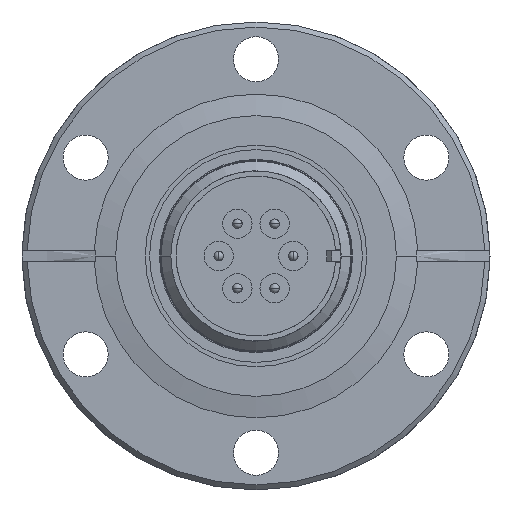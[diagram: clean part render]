
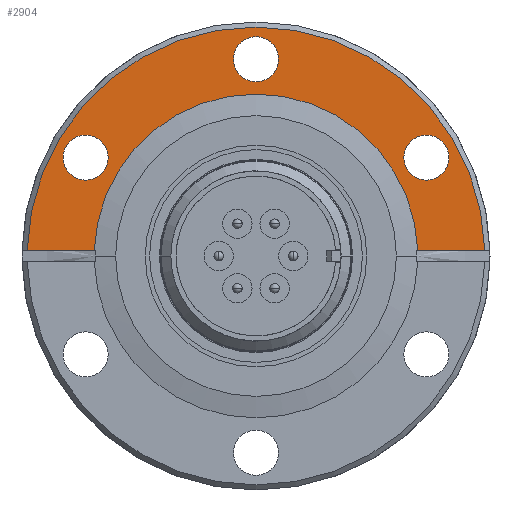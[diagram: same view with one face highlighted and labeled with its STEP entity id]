
A CAD part, front view. The second image highlights one B-rep face of the part: STEP entity #2904.
In plain terms, the highlighted planar face has unit normal (0, -1, 0).
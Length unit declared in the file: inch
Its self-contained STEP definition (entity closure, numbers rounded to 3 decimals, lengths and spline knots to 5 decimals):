
#1291 = AXIS2_PLACEMENT_3D ( 'NONE', #7768, #7769, #7770 ) ;
#1292 = AXIS2_PLACEMENT_3D ( 'NONE', #7771, #7772, #7773 ) ;
#1293 = AXIS2_PLACEMENT_3D ( 'NONE', #7774, #7775, #7776 ) ;
#1533 = EDGE_CURVE ( 'NONE', #12580, #12579, #4374, .T. ) ;
#1534 = EDGE_CURVE ( 'NONE', #12576, #12575, #4375, .T. ) ;
#1535 = EDGE_CURVE ( 'NONE', #12572, #12571, #4376, .T. ) ;
#1764 = AXIS2_PLACEMENT_3D ( 'NONE', #8186, #8188, #8190 ) ;
#1766 = AXIS2_PLACEMENT_3D ( 'NONE', #8204, #8206, #8207 ) ;
#1768 = AXIS2_PLACEMENT_3D ( 'NONE', #8225, #8227, #8229 ) ;
#2379 = FACE_BOUND ( 'NONE', #11135, .T. ) ;
#2386 = FACE_BOUND ( 'NONE', #11130, .T. ) ;
#2388 = FACE_OUTER_BOUND ( 'NONE', #11137, .T. ) ;
#2389 = FACE_BOUND ( 'NONE', #11110, .T. ) ;
#2904 = ADVANCED_FACE ( 'NONE', ( #2379, #2389, #2386, #2388 ), #4168, .T. ) ;
#4162 = DIRECTION ( 'NONE',  ( 0., -1., 0. ) ) ;
#4167 = CARTESIAN_POINT ( 'NONE',  ( 0.28353, 2.047, 0. ) ) ;
#4168 = PLANE ( 'NONE',  #9529 ) ;
#4169 = DIRECTION ( 'NONE',  ( 0., 0., -1. ) ) ;
#4374 = CIRCLE ( 'NONE', #1291, 0.1325 ) ;
#4375 = CIRCLE ( 'NONE', #1292, 0.1325 ) ;
#4376 = CIRCLE ( 'NONE', #1293, 0.1325 ) ;
#4846 = AXIS2_PLACEMENT_3D ( 'NONE', #9307, #9308, #9309 ) ;
#4850 = AXIS2_PLACEMENT_3D ( 'NONE', #9338, #9339, #9340 ) ;
#5197 = CARTESIAN_POINT ( 'NONE',  ( -2.40611, 2.047, 0.031 ) ) ;
#5198 = CARTESIAN_POINT ( 'NONE',  ( 0.28317, 2.047, 0.031 ) ) ;
#5201 = CARTESIAN_POINT ( 'NONE',  ( -0.11098, 2.047, 0.031 ) ) ;
#5203 = CARTESIAN_POINT ( 'NONE',  ( -2.01197, 2.047, 0.031 ) ) ;
#5613 = CARTESIAN_POINT ( 'NONE',  ( -2.0626, 2.047, 0.4455 ) ) ;
#5614 = CARTESIAN_POINT ( 'NONE',  ( -2.0626, 2.047, 0.7105 ) ) ;
#5617 = CARTESIAN_POINT ( 'NONE',  ( -1.06147, 2.047, 1.0235 ) ) ;
#5618 = CARTESIAN_POINT ( 'NONE',  ( -1.06147, 2.047, 1.2885 ) ) ;
#5621 = CARTESIAN_POINT ( 'NONE',  ( -0.06035, 2.047, 0.4455 ) ) ;
#5622 = CARTESIAN_POINT ( 'NONE',  ( -0.06035, 2.047, 0.7105 ) ) ;
#7034 = EDGE_CURVE ( 'NONE', #11551, #11548, #14875, .T. ) ;
#7036 = EDGE_CURVE ( 'NONE', #11548, #11547, #14877, .T. ) ;
#7040 = EDGE_CURVE ( 'NONE', #11547, #11553, #14883, .T. ) ;
#7048 = EDGE_CURVE ( 'NONE', #11553, #11551, #14893, .T. ) ;
#7768 = CARTESIAN_POINT ( 'NONE',  ( -0.06035, 2.047, 0.578 ) ) ;
#7769 = DIRECTION ( 'NONE',  ( 0., 1., 0. ) ) ;
#7770 = DIRECTION ( 'NONE',  ( 0., 0., -1. ) ) ;
#7771 = CARTESIAN_POINT ( 'NONE',  ( -1.06147, 2.047, 1.156 ) ) ;
#7772 = DIRECTION ( 'NONE',  ( 0., 1., 0. ) ) ;
#7773 = DIRECTION ( 'NONE',  ( 0., 0., -1. ) ) ;
#7774 = CARTESIAN_POINT ( 'NONE',  ( -2.0626, 2.047, 0.578 ) ) ;
#7775 = DIRECTION ( 'NONE',  ( 0., 1., 0. ) ) ;
#7776 = DIRECTION ( 'NONE',  ( 0., 0., -1. ) ) ;
#8186 = CARTESIAN_POINT ( 'NONE',  ( -0.06035, 2.047, 0.578 ) ) ;
#8188 = DIRECTION ( 'NONE',  ( 0., 1., 0. ) ) ;
#8190 = DIRECTION ( 'NONE',  ( 0., 0., -1. ) ) ;
#8204 = CARTESIAN_POINT ( 'NONE',  ( -1.06147, 2.047, 1.156 ) ) ;
#8206 = DIRECTION ( 'NONE',  ( 0., 1., 0. ) ) ;
#8207 = DIRECTION ( 'NONE',  ( 0., 0., -1. ) ) ;
#8225 = CARTESIAN_POINT ( 'NONE',  ( -2.0626, 2.047, 0.578 ) ) ;
#8227 = DIRECTION ( 'NONE',  ( 0., 1., 0. ) ) ;
#8229 = DIRECTION ( 'NONE',  ( 0., 0., -1. ) ) ;
#9302 = CARTESIAN_POINT ( 'NONE',  ( 0.28353, 2.047, 0.031 ) ) ;
#9303 = DIRECTION ( 'NONE',  ( 1., 0., 0. ) ) ;
#9307 = CARTESIAN_POINT ( 'NONE',  ( -1.06147, 2.047, 0. ) ) ;
#9308 = DIRECTION ( 'NONE',  ( 0., -1., 0. ) ) ;
#9309 = DIRECTION ( 'NONE',  ( -1., 0., 0. ) ) ;
#9317 = CARTESIAN_POINT ( 'NONE',  ( 0.28353, 2.047, 0.031 ) ) ;
#9319 = DIRECTION ( 'NONE',  ( 1., 0., 0. ) ) ;
#9338 = CARTESIAN_POINT ( 'NONE',  ( -1.06147, 2.047, 0. ) ) ;
#9339 = DIRECTION ( 'NONE',  ( 0., 1., 0. ) ) ;
#9340 = DIRECTION ( 'NONE',  ( 0., 0., -1. ) ) ;
#9529 = AXIS2_PLACEMENT_3D ( 'NONE', #4167, #4162, #4169 ) ;
#9617 = ORIENTED_EDGE ( 'NONE', *, *, #10458, .T. ) ;
#9618 = ORIENTED_EDGE ( 'NONE', *, *, #1535, .T. ) ;
#9619 = ORIENTED_EDGE ( 'NONE', *, *, #10454, .T. ) ;
#9620 = ORIENTED_EDGE ( 'NONE', *, *, #1534, .T. ) ;
#9621 = ORIENTED_EDGE ( 'NONE', *, *, #10450, .T. ) ;
#9622 = ORIENTED_EDGE ( 'NONE', *, *, #1533, .T. ) ;
#9623 = ORIENTED_EDGE ( 'NONE', *, *, #7034, .T. ) ;
#9624 = ORIENTED_EDGE ( 'NONE', *, *, #7036, .T. ) ;
#9625 = ORIENTED_EDGE ( 'NONE', *, *, #7040, .T. ) ;
#9626 = ORIENTED_EDGE ( 'NONE', *, *, #7048, .T. ) ;
#10450 = EDGE_CURVE ( 'NONE', #12579, #12580, #14035, .T. ) ;
#10454 = EDGE_CURVE ( 'NONE', #12575, #12576, #14041, .T. ) ;
#10458 = EDGE_CURVE ( 'NONE', #12571, #12572, #14047, .T. ) ;
#11110 = EDGE_LOOP ( 'NONE', ( #9619, #9620 ) ) ;
#11130 = EDGE_LOOP ( 'NONE', ( #9621, #9622 ) ) ;
#11135 = EDGE_LOOP ( 'NONE', ( #9617, #9618 ) ) ;
#11137 = EDGE_LOOP ( 'NONE', ( #9623, #9624, #9625, #9626 ) ) ;
#11547 = VERTEX_POINT ( 'NONE', #5197 ) ;
#11548 = VERTEX_POINT ( 'NONE', #5198 ) ;
#11551 = VERTEX_POINT ( 'NONE', #5201 ) ;
#11553 = VERTEX_POINT ( 'NONE', #5203 ) ;
#12571 = VERTEX_POINT ( 'NONE', #5613 ) ;
#12572 = VERTEX_POINT ( 'NONE', #5614 ) ;
#12575 = VERTEX_POINT ( 'NONE', #5617 ) ;
#12576 = VERTEX_POINT ( 'NONE', #5618 ) ;
#12579 = VERTEX_POINT ( 'NONE', #5621 ) ;
#12580 = VERTEX_POINT ( 'NONE', #5622 ) ;
#14035 = CIRCLE ( 'NONE', #1764, 0.1325 ) ;
#14041 = CIRCLE ( 'NONE', #1766, 0.1325 ) ;
#14047 = CIRCLE ( 'NONE', #1768, 0.1325 ) ;
#14875 = LINE ( 'NONE', #9302, #14878 ) ;
#14877 = CIRCLE ( 'NONE', #4846, 1.345 ) ;
#14878 = VECTOR ( 'NONE', #9303, 39.37008 ) ;
#14883 = LINE ( 'NONE', #9317, #14885 ) ;
#14885 = VECTOR ( 'NONE', #9319, 39.37008 ) ;
#14893 = CIRCLE ( 'NONE', #4850, 0.951 ) ;
